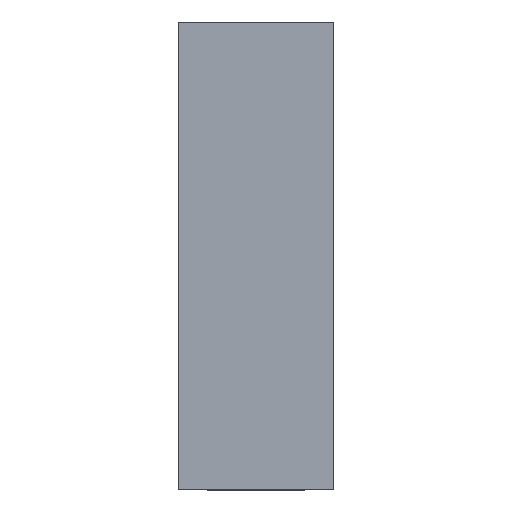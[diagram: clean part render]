
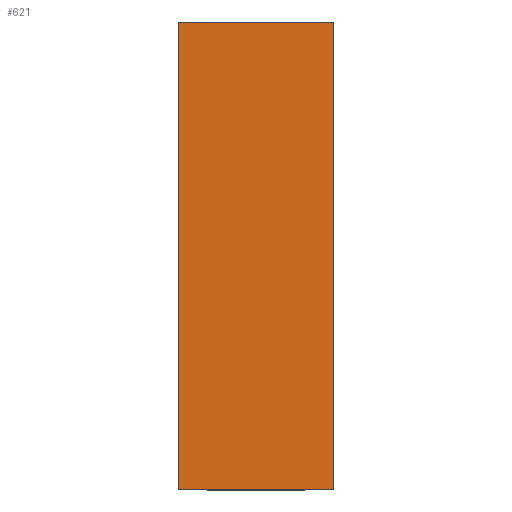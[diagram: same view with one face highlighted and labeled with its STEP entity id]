
A CAD part, top view. The second image highlights one B-rep face of the part: STEP entity #621.
In plain terms, the highlighted planar face has unit normal (0, 0, 1).
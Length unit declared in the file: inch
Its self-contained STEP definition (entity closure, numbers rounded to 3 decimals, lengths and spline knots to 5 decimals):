
#560=CARTESIAN_POINT('',(10.96101,10.40663,0.3075));
#561=VERTEX_POINT('',#560);
#568=CARTESIAN_POINT('',(10.96101,4.40663,0.3075));
#569=VERTEX_POINT('',#568);
#570=CARTESIAN_POINT('',(10.96101,7.40663,0.3075));
#571=DIRECTION('',(0.,1.,0.));
#572=VECTOR('',#571,1.);
#573=LINE('',#570,#572);
#574=EDGE_CURVE('',#569,#561,#573,.T.);
#591=CARTESIAN_POINT('',(8.96101,10.40663,0.3075));
#592=VERTEX_POINT('',#591);
#593=CARTESIAN_POINT('',(10.96101,10.40663,0.3075));
#594=DIRECTION('',(-1.,0.,0.));
#595=VECTOR('',#594,1.);
#596=LINE('',#593,#595);
#597=EDGE_CURVE('',#561,#592,#596,.T.);
#598=ORIENTED_EDGE('',*,*,#597,.T.);
#599=CARTESIAN_POINT('',(8.96101,4.40663,0.3075));
#600=VERTEX_POINT('',#599);
#601=CARTESIAN_POINT('',(8.96101,7.40663,0.3075));
#602=DIRECTION('',(0.,1.,0.));
#603=VECTOR('',#602,1.);
#604=LINE('',#601,#603);
#605=EDGE_CURVE('',#600,#592,#604,.T.);
#606=ORIENTED_EDGE('',*,*,#605,.F.);
#607=CARTESIAN_POINT('',(10.96101,4.40663,0.3075));
#608=DIRECTION('',(1.,0.,0.));
#609=VECTOR('',#608,1.);
#610=LINE('',#607,#609);
#611=EDGE_CURVE('',#600,#569,#610,.T.);
#612=ORIENTED_EDGE('',*,*,#611,.T.);
#613=ORIENTED_EDGE('',*,*,#574,.T.);
#614=EDGE_LOOP('',(#598,#606,#612,#613));
#615=FACE_OUTER_BOUND('',#614,.T.);
#616=CARTESIAN_POINT('',(9.96101,7.40663,0.3075));
#617=DIRECTION('',(0.,0.,1.));
#618=DIRECTION('',(1.,0.,0.));
#619=AXIS2_PLACEMENT_3D('',#616,#617,#618);
#620=PLANE('',#619);
#621=ADVANCED_FACE('',(#615),#620,.T.);
